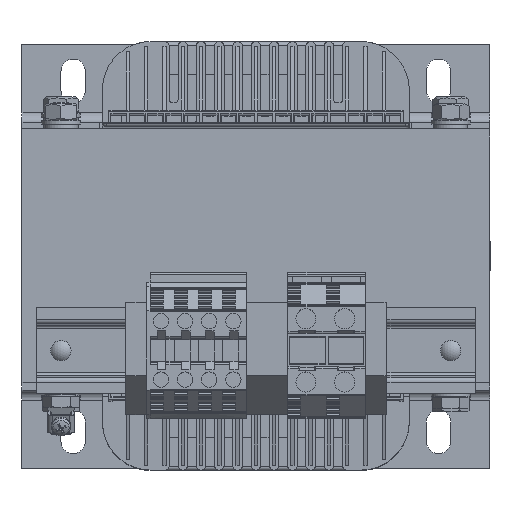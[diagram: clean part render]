
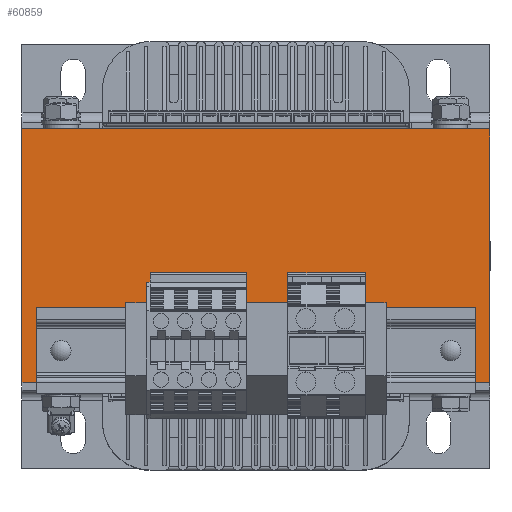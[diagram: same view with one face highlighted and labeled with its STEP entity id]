
A CAD part, top view. The second image highlights one B-rep face of the part: STEP entity #60859.
In plain terms, the highlighted planar face has unit normal (0, 0, 1).
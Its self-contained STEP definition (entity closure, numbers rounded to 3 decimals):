
#3376=FACE_OUTER_BOUND('',#6575,.T.);
#6575=EDGE_LOOP('',(#47546,#47547,#47548,#47549,#47550,#47551,#47552,#47553));
#13387=LINE('',#94044,#19901);
#13415=LINE('',#94107,#19929);
#13419=LINE('',#94115,#19933);
#13435=LINE('',#94150,#19949);
#13440=LINE('',#94161,#19954);
#13501=LINE('',#94506,#20015);
#13593=LINE('',#94746,#20107);
#13679=LINE('',#95197,#20193);
#19901=VECTOR('',#75636,10.);
#19929=VECTOR('',#75692,10.);
#19933=VECTOR('',#75696,10.);
#19949=VECTOR('',#75716,10.);
#19954=VECTOR('',#75725,10.);
#20015=VECTOR('',#76012,10.);
#20107=VECTOR('',#76218,10.);
#20193=VECTOR('',#76654,10.);
#25787=VERTEX_POINT('',#94042);
#25788=VERTEX_POINT('',#94043);
#25809=VERTEX_POINT('',#94106);
#25812=VERTEX_POINT('',#94112);
#25813=VERTEX_POINT('',#94114);
#25830=VERTEX_POINT('',#94148);
#25933=VERTEX_POINT('',#94504);
#26024=VERTEX_POINT('',#94745);
#33063=EDGE_CURVE('',#25787,#25788,#13387,.T.);
#33095=EDGE_CURVE('',#25809,#25787,#13415,.T.);
#33099=EDGE_CURVE('',#25813,#25812,#13419,.T.);
#33117=EDGE_CURVE('',#25788,#25830,#13435,.T.);
#33122=EDGE_CURVE('',#25812,#25809,#13440,.T.);
#33265=EDGE_CURVE('',#25830,#25933,#13501,.T.);
#33387=EDGE_CURVE('',#26024,#25813,#13593,.T.);
#33587=EDGE_CURVE('',#25933,#26024,#13679,.T.);
#47546=ORIENTED_EDGE('',*,*,#33099,.T.);
#47547=ORIENTED_EDGE('',*,*,#33122,.T.);
#47548=ORIENTED_EDGE('',*,*,#33095,.T.);
#47549=ORIENTED_EDGE('',*,*,#33063,.T.);
#47550=ORIENTED_EDGE('',*,*,#33117,.T.);
#47551=ORIENTED_EDGE('',*,*,#33265,.T.);
#47552=ORIENTED_EDGE('',*,*,#33587,.T.);
#47553=ORIENTED_EDGE('',*,*,#33387,.T.);
#55302=PLANE('',#64861);
#60859=ADVANCED_FACE('',(#3376),#55302,.T.);
#64861=AXIS2_PLACEMENT_3D('',#95196,#76652,#76653);
#75636=DIRECTION('',(1.,0.,0.));
#75692=DIRECTION('',(1.,0.,0.));
#75696=DIRECTION('',(1.,0.,0.));
#75716=DIRECTION('',(1.,0.,0.));
#75725=DIRECTION('',(1.,0.,0.));
#76012=DIRECTION('',(0.,1.,0.));
#76218=DIRECTION('',(0.,-1.,0.));
#76652=DIRECTION('center_axis',(0.,0.,1.));
#76653=DIRECTION('ref_axis',(-1.,0.,0.));
#76654=DIRECTION('',(-1.,0.,0.));
#94042=CARTESIAN_POINT('',(70.,-52.,80.));
#94043=CARTESIAN_POINT('',(90.,-52.,80.));
#94044=CARTESIAN_POINT('',(-96.,-52.,80.));
#94106=CARTESIAN_POINT('',(-70.,-52.,80.));
#94107=CARTESIAN_POINT('',(-96.,-52.,80.));
#94112=CARTESIAN_POINT('',(-90.,-52.,80.));
#94114=CARTESIAN_POINT('',(-96.,-52.,80.));
#94115=CARTESIAN_POINT('',(-96.,-52.,80.));
#94148=CARTESIAN_POINT('',(96.,-52.,80.));
#94150=CARTESIAN_POINT('',(-96.,-52.,80.));
#94161=CARTESIAN_POINT('',(-96.,-52.,80.));
#94504=CARTESIAN_POINT('',(96.,52.,80.));
#94506=CARTESIAN_POINT('',(96.,0.,80.));
#94745=CARTESIAN_POINT('',(-96.,52.,80.));
#94746=CARTESIAN_POINT('',(-96.,0.,80.));
#95196=CARTESIAN_POINT('Origin',(-96.,0.,80.));
#95197=CARTESIAN_POINT('',(-96.,52.,80.));
